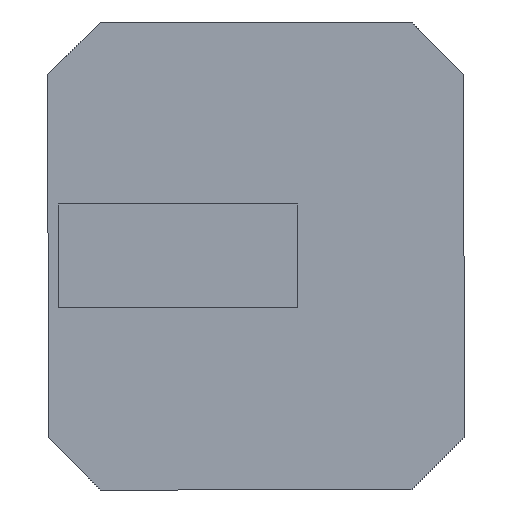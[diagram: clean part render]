
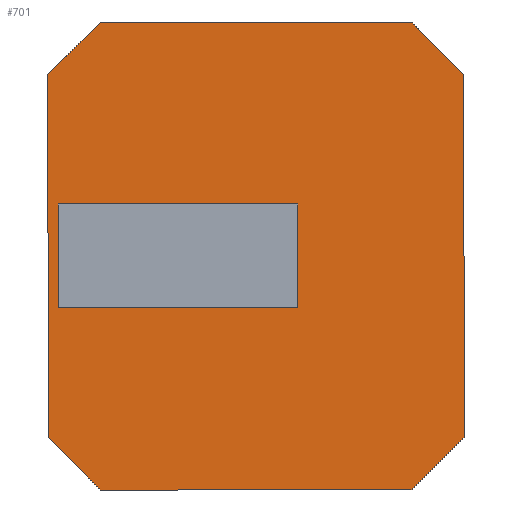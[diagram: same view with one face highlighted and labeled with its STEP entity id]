
A CAD part, front view. The second image highlights one B-rep face of the part: STEP entity #701.
In plain terms, the highlighted planar face has unit normal (0, -1, 0).
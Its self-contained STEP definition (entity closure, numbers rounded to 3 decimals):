
#4 = DIRECTION ( 'NONE',  ( -1., 0., 0. ) ) ;
#9 = VECTOR ( 'NONE', #765, 1000. ) ;
#12 = VERTEX_POINT ( 'NONE', #717 ) ;
#36 = CARTESIAN_POINT ( 'NONE',  ( 46.356, -8.5, 6.5 ) ) ;
#110 = VECTOR ( 'NONE', #1324, 1000. ) ;
#139 = CARTESIAN_POINT ( 'NONE',  ( -21.644, -8.5, -48.5 ) ) ;
#143 = LINE ( 'NONE', #1191, #1225 ) ;
#151 = CARTESIAN_POINT ( 'NONE',  ( -21.644, -8.5, -48.5 ) ) ;
#184 = EDGE_CURVE ( 'NONE', #432, #1377, #425, .T. ) ;
#186 = CARTESIAN_POINT ( 'NONE',  ( 56.356, -8.5, 6.5 ) ) ;
#211 = EDGE_LOOP ( 'NONE', ( #1702, #627, #929, #1598 ) ) ;
#216 = LINE ( 'NONE', #1234, #789 ) ;
#229 = VERTEX_POINT ( 'NONE', #1547 ) ;
#266 = CARTESIAN_POINT ( 'NONE',  ( 56.356, -8.5, -3.5 ) ) ;
#273 = EDGE_CURVE ( 'NONE', #1377, #880, #612, .T. ) ;
#291 = VECTOR ( 'NONE', #735, 1000. ) ;
#294 = EDGE_CURVE ( 'NONE', #229, #12, #514, .T. ) ;
#335 = AXIS2_PLACEMENT_3D ( 'NONE', #652, #1232, #1241 ) ;
#355 = DIRECTION ( 'NONE',  ( 0., 0., 1. ) ) ;
#371 = FACE_BOUND ( 'NONE', #211, .T. ) ;
#412 = CARTESIAN_POINT ( 'NONE',  ( -13.644, -8.5, -83.5 ) ) ;
#425 = LINE ( 'NONE', #1011, #1797 ) ;
#432 = VERTEX_POINT ( 'NONE', #412 ) ;
#447 = CARTESIAN_POINT ( 'NONE',  ( -13.644, -8.5, 6.5 ) ) ;
#463 = ORIENTED_EDGE ( 'NONE', *, *, #543, .T. ) ;
#503 = ORIENTED_EDGE ( 'NONE', *, *, #1365, .T. ) ;
#514 = LINE ( 'NONE', #797, #1626 ) ;
#543 = EDGE_CURVE ( 'NONE', #1735, #1301, #616, .T. ) ;
#569 = EDGE_CURVE ( 'NONE', #880, #1194, #1501, .T. ) ;
#579 = EDGE_LOOP ( 'NONE', ( #1354, #889, #751, #503, #463, #1592, #834, #1146 ) ) ;
#606 = EDGE_CURVE ( 'NONE', #1216, #1299, #1110, .T. ) ;
#612 = LINE ( 'NONE', #946, #1652 ) ;
#616 = LINE ( 'NONE', #894, #110 ) ;
#627 = ORIENTED_EDGE ( 'NONE', *, *, #294, .F. ) ;
#652 = CARTESIAN_POINT ( 'NONE',  ( 0., -8.5, 0. ) ) ;
#701 = ADVANCED_FACE ( 'NONE', ( #371, #1781 ), #1069, .F. ) ;
#717 = CARTESIAN_POINT ( 'NONE',  ( 24.356, -8.5, -28.5 ) ) ;
#719 = DIRECTION ( 'NONE',  ( 1., 0., 0. ) ) ;
#735 = DIRECTION ( 'NONE',  ( 0., 0., -1. ) ) ;
#751 = ORIENTED_EDGE ( 'NONE', *, *, #606, .T. ) ;
#765 = DIRECTION ( 'NONE',  ( 1., 0., 0. ) ) ;
#768 = DIRECTION ( 'NONE',  ( -0.707, 0., 0.707 ) ) ;
#773 = DIRECTION ( 'NONE',  ( 0., 0., 1. ) ) ;
#789 = VECTOR ( 'NONE', #768, 1000. ) ;
#797 = CARTESIAN_POINT ( 'NONE',  ( 24.356, -8.5, -48.5 ) ) ;
#823 = DIRECTION ( 'NONE',  ( 0.707, 0., -0.707 ) ) ;
#834 = ORIENTED_EDGE ( 'NONE', *, *, #184, .T. ) ;
#873 = CARTESIAN_POINT ( 'NONE',  ( 46.356, -8.5, -83.5 ) ) ;
#874 = VECTOR ( 'NONE', #823, 1000. ) ;
#880 = VERTEX_POINT ( 'NONE', #1746 ) ;
#889 = ORIENTED_EDGE ( 'NONE', *, *, #1624, .T. ) ;
#894 = CARTESIAN_POINT ( 'NONE',  ( -23.644, -8.5, 6.5 ) ) ;
#908 = EDGE_CURVE ( 'NONE', #12, #1183, #1480, .T. ) ;
#910 = LINE ( 'NONE', #139, #9 ) ;
#929 = ORIENTED_EDGE ( 'NONE', *, *, #1304, .F. ) ;
#946 = CARTESIAN_POINT ( 'NONE',  ( 56.356, -8.5, -73.5 ) ) ;
#953 = CARTESIAN_POINT ( 'NONE',  ( -13.644, -8.5, -83.5 ) ) ;
#999 = EDGE_CURVE ( 'NONE', #1301, #432, #1517, .T. ) ;
#1011 = CARTESIAN_POINT ( 'NONE',  ( 56.356, -8.5, -83.5 ) ) ;
#1017 = DIRECTION ( 'NONE',  ( -0.707, 0., -0.707 ) ) ;
#1069 = PLANE ( 'NONE',  #335 ) ;
#1090 = DIRECTION ( 'NONE',  ( 0.707, 0., 0.707 ) ) ;
#1110 = LINE ( 'NONE', #1782, #1310 ) ;
#1140 = CARTESIAN_POINT ( 'NONE',  ( -21.644, -8.5, -28.5 ) ) ;
#1146 = ORIENTED_EDGE ( 'NONE', *, *, #273, .T. ) ;
#1179 = VECTOR ( 'NONE', #4, 1000. ) ;
#1183 = VERTEX_POINT ( 'NONE', #1140 ) ;
#1191 = CARTESIAN_POINT ( 'NONE',  ( -23.644, -8.5, -3.5 ) ) ;
#1194 = VERTEX_POINT ( 'NONE', #266 ) ;
#1216 = VERTEX_POINT ( 'NONE', #36 ) ;
#1225 = VECTOR ( 'NONE', #1017, 1000. ) ;
#1232 = DIRECTION ( 'NONE',  ( 0., 1., 0. ) ) ;
#1234 = CARTESIAN_POINT ( 'NONE',  ( 46.356, -8.5, 6.5 ) ) ;
#1241 = DIRECTION ( 'NONE',  ( 0., 0., 1. ) ) ;
#1247 = VECTOR ( 'NONE', #773, 1000. ) ;
#1269 = EDGE_CURVE ( 'NONE', #1183, #1872, #1332, .T. ) ;
#1299 = VERTEX_POINT ( 'NONE', #447 ) ;
#1301 = VERTEX_POINT ( 'NONE', #1313 ) ;
#1304 = EDGE_CURVE ( 'NONE', #1872, #229, #910, .T. ) ;
#1310 = VECTOR ( 'NONE', #1688, 1000. ) ;
#1313 = CARTESIAN_POINT ( 'NONE',  ( -23.644, -8.5, -73.5 ) ) ;
#1324 = DIRECTION ( 'NONE',  ( 0., 0., -1. ) ) ;
#1325 = CARTESIAN_POINT ( 'NONE',  ( -21.644, -8.5, -28.5 ) ) ;
#1332 = LINE ( 'NONE', #151, #291 ) ;
#1354 = ORIENTED_EDGE ( 'NONE', *, *, #569, .T. ) ;
#1365 = EDGE_CURVE ( 'NONE', #1299, #1735, #143, .T. ) ;
#1377 = VERTEX_POINT ( 'NONE', #873 ) ;
#1415 = CARTESIAN_POINT ( 'NONE',  ( -23.644, -8.5, -3.5 ) ) ;
#1466 = CARTESIAN_POINT ( 'NONE',  ( -21.644, -8.5, -48.5 ) ) ;
#1480 = LINE ( 'NONE', #1325, #1179 ) ;
#1501 = LINE ( 'NONE', #186, #1247 ) ;
#1517 = LINE ( 'NONE', #953, #874 ) ;
#1547 = CARTESIAN_POINT ( 'NONE',  ( 24.356, -8.5, -48.5 ) ) ;
#1592 = ORIENTED_EDGE ( 'NONE', *, *, #999, .T. ) ;
#1598 = ORIENTED_EDGE ( 'NONE', *, *, #1269, .F. ) ;
#1624 = EDGE_CURVE ( 'NONE', #1194, #1216, #216, .T. ) ;
#1626 = VECTOR ( 'NONE', #355, 1000. ) ;
#1652 = VECTOR ( 'NONE', #1090, 1000. ) ;
#1688 = DIRECTION ( 'NONE',  ( -1., 0., 0. ) ) ;
#1702 = ORIENTED_EDGE ( 'NONE', *, *, #908, .F. ) ;
#1735 = VERTEX_POINT ( 'NONE', #1415 ) ;
#1746 = CARTESIAN_POINT ( 'NONE',  ( 56.356, -8.5, -73.5 ) ) ;
#1781 = FACE_OUTER_BOUND ( 'NONE', #579, .T. ) ;
#1782 = CARTESIAN_POINT ( 'NONE',  ( 56.356, -8.5, 6.5 ) ) ;
#1797 = VECTOR ( 'NONE', #719, 1000. ) ;
#1872 = VERTEX_POINT ( 'NONE', #1466 ) ;
